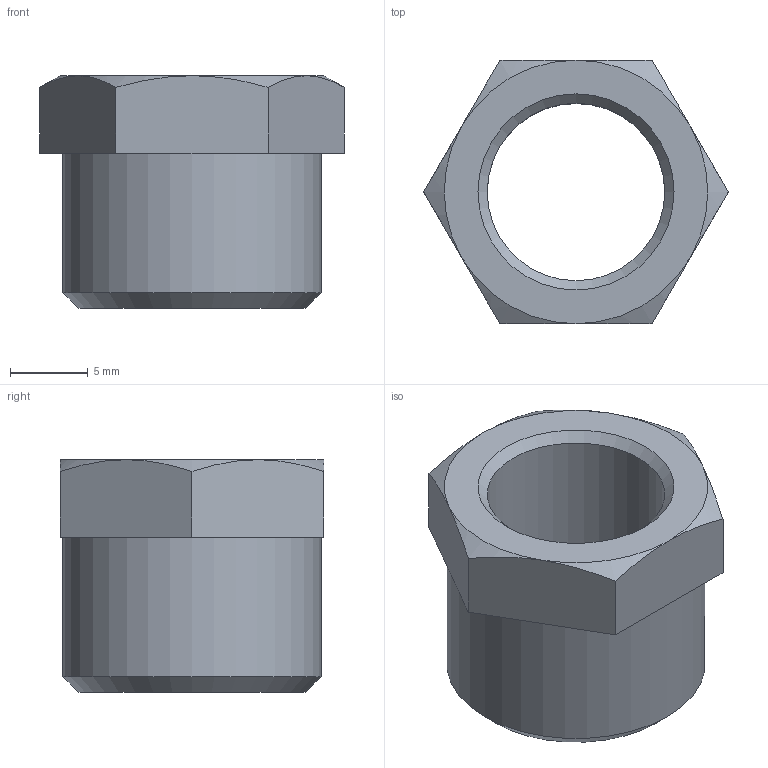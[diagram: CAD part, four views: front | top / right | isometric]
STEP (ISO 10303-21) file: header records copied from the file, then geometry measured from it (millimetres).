
FILE_DESCRIPTION((''),'2;1');
FILE_NAME('Reduzierstueck G1_4 auf R3_8 A260011505.stp','2006-04-26T13:57:58',('ScheitB'),(''),'Autodesk Inventor 10','Autodesk Inventor 10','');
FILE_SCHEMA(('AUTOMOTIVE_DESIGN { 1 0 10303 214 1 1 1 1 }'));
Length unit declared in the file: millimetre
Products named in the file (1): anrds04b
Bounding box: 19.63 x 17 x 15 mm (x, y, z)
Volume: 1851.8 mm3; surface area: 1596.1 mm2
Topology: 1 solids, 1 shells, 19 faces, 41 edges, 25 vertices
Faces by surface type: plane 9, cone 8, bspline 1, cylinder 1
Full cylindrical faces by diameter (mm): 16.662 x1
Entity records: 510 total; most frequent: CARTESIAN_POINT 121, DIRECTION 74, ORIENTED_EDGE 72, EDGE_CURVE 36, AXIS2_PLACEMENT_3D 31, EDGE_LOOP 26, VERTEX_POINT 24, FACE_OUTER_BOUND 19
